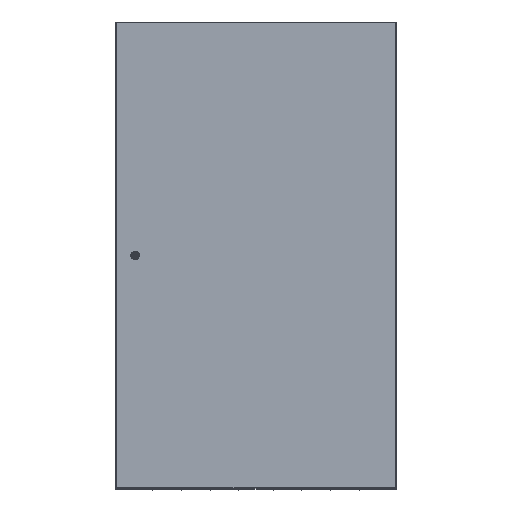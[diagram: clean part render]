
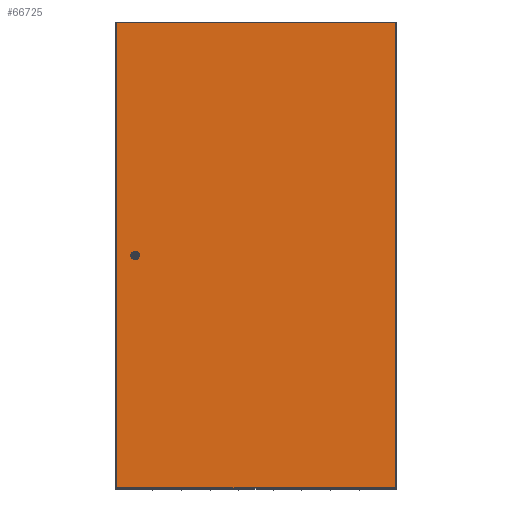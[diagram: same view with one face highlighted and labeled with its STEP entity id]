
A CAD part, top view. The second image highlights one B-rep face of the part: STEP entity #66725.
In plain terms, the highlighted planar face has unit normal (0, 0, 1).
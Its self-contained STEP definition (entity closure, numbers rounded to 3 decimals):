
#469 = CARTESIAN_POINT ( 'NONE',  ( 2.87, 1522., 17.5 ) ) ;
#786 = EDGE_CURVE ( 'NONE', #52314, #35507, #78219, .T. ) ;
#3066 = VECTOR ( 'NONE', #68349, 1000. ) ;
#3085 = CARTESIAN_POINT ( 'NONE',  ( 72.92, 757.444, 17.5 ) ) ;
#5900 = DIRECTION ( 'NONE',  ( 0., 1., 0. ) ) ;
#6632 = EDGE_CURVE ( 'NONE', #63236, #74001, #48822, .T. ) ;
#6963 = CIRCLE ( 'NONE', #83970, 11.25 ) ;
#7130 = DIRECTION ( 'NONE',  ( 1., 0., 0. ) ) ;
#11221 = LINE ( 'NONE', #3085, #80753 ) ;
#12583 = ORIENTED_EDGE ( 'NONE', *, *, #65648, .T. ) ;
#13104 = EDGE_CURVE ( 'NONE', #74001, #16854, #23232, .T. ) ;
#13550 = VERTEX_POINT ( 'NONE', #63796 ) ;
#14392 = DIRECTION ( 'NONE',  ( 1., 0., 0. ) ) ;
#14610 = LINE ( 'NONE', #469, #36733 ) ;
#14982 = AXIS2_PLACEMENT_3D ( 'NONE', #33704, #21631, #79759 ) ;
#16854 = VERTEX_POINT ( 'NONE', #47753 ) ;
#17083 = VERTEX_POINT ( 'NONE', #25721 ) ;
#17642 = CARTESIAN_POINT ( 'NONE',  ( 912.37, 3., 17.5 ) ) ;
#17838 = VERTEX_POINT ( 'NONE', #82663 ) ;
#18311 = CARTESIAN_POINT ( 'NONE',  ( 67.926, 752.45, 17.5 ) ) ;
#19515 = LINE ( 'NONE', #53443, #36753 ) ;
#20580 = EDGE_CURVE ( 'NONE', #29150, #25085, #65072, .T. ) ;
#20693 = CARTESIAN_POINT ( 'NONE',  ( 912.37, 1522., 17.5 ) ) ;
#21631 = DIRECTION ( 'NONE',  ( 0., 0., 1. ) ) ;
#23232 = CIRCLE ( 'NONE', #74075, 11.25 ) ;
#24195 = EDGE_LOOP ( 'NONE', ( #66333, #12583, #85145, #30143 ) ) ;
#24889 = AXIS2_PLACEMENT_3D ( 'NONE', #77816, #71359, #38173 ) ;
#25085 = VERTEX_POINT ( 'NONE', #63639 ) ;
#25123 = EDGE_CURVE ( 'NONE', #17083, #63236, #6963, .T. ) ;
#25494 = VERTEX_POINT ( 'NONE', #59494 ) ;
#25721 = CARTESIAN_POINT ( 'NONE',  ( 57.814, 772.55, 17.5 ) ) ;
#26986 = DIRECTION ( 'NONE',  ( 1., 0., 0. ) ) ;
#28616 = LINE ( 'NONE', #81969, #47167 ) ;
#28640 = DIRECTION ( 'NONE',  ( 0., -1., 0. ) ) ;
#29003 = ORIENTED_EDGE ( 'NONE', *, *, #39446, .F. ) ;
#29150 = VERTEX_POINT ( 'NONE', #18311 ) ;
#30143 = ORIENTED_EDGE ( 'NONE', *, *, #58843, .T. ) ;
#30567 = DIRECTION ( 'NONE',  ( 0., 1., 0. ) ) ;
#32293 = ORIENTED_EDGE ( 'NONE', *, *, #70145, .F. ) ;
#33704 = CARTESIAN_POINT ( 'NONE',  ( 0., 0., 17.5 ) ) ;
#33829 = ORIENTED_EDGE ( 'NONE', *, *, #6632, .F. ) ;
#35507 = VERTEX_POINT ( 'NONE', #20693 ) ;
#36516 = CARTESIAN_POINT ( 'NONE',  ( 2.87, 1522., 17.5 ) ) ;
#36733 = VECTOR ( 'NONE', #54159, 1000. ) ;
#36753 = VECTOR ( 'NONE', #73734, 1000. ) ;
#38173 = DIRECTION ( 'NONE',  ( 1., 0., 0. ) ) ;
#38797 = VECTOR ( 'NONE', #28640, 1000. ) ;
#39309 = FACE_BOUND ( 'NONE', #79798, .T. ) ;
#39446 = EDGE_CURVE ( 'NONE', #16854, #29150, #28616, .T. ) ;
#39688 = ORIENTED_EDGE ( 'NONE', *, *, #25123, .F. ) ;
#41106 = CARTESIAN_POINT ( 'NONE',  ( 62.87, 762.5, 17.5 ) ) ;
#41707 = AXIS2_PLACEMENT_3D ( 'NONE', #59707, #80363, #26986 ) ;
#44199 = CIRCLE ( 'NONE', #24889, 11.25 ) ;
#47167 = VECTOR ( 'NONE', #63044, 1000. ) ;
#47572 = VERTEX_POINT ( 'NONE', #81832 ) ;
#47753 = CARTESIAN_POINT ( 'NONE',  ( 57.814, 752.45, 17.5 ) ) ;
#48822 = LINE ( 'NONE', #75148, #38797 ) ;
#49498 = ORIENTED_EDGE ( 'NONE', *, *, #13104, .F. ) ;
#50283 = LINE ( 'NONE', #36516, #70357 ) ;
#52314 = VERTEX_POINT ( 'NONE', #17642 ) ;
#53443 = CARTESIAN_POINT ( 'NONE',  ( 2.87, 3., 17.5 ) ) ;
#54159 = DIRECTION ( 'NONE',  ( -1., 0., 0. ) ) ;
#54496 = LINE ( 'NONE', #74786, #3066 ) ;
#54979 = VECTOR ( 'NONE', #5900, 1000. ) ;
#58573 = EDGE_CURVE ( 'NONE', #25085, #25494, #11221, .T. ) ;
#58843 = EDGE_CURVE ( 'NONE', #35507, #17838, #14610, .T. ) ;
#59494 = CARTESIAN_POINT ( 'NONE',  ( 72.92, 767.556, 17.5 ) ) ;
#59707 = CARTESIAN_POINT ( 'NONE',  ( 62.87, 762.5, 17.5 ) ) ;
#59956 = FACE_OUTER_BOUND ( 'NONE', #24195, .T. ) ;
#62818 = DIRECTION ( 'NONE',  ( 0., -1., 0. ) ) ;
#62829 = CARTESIAN_POINT ( 'NONE',  ( 52.82, 767.556, 17.5 ) ) ;
#63044 = DIRECTION ( 'NONE',  ( 1., 0., 0. ) ) ;
#63236 = VERTEX_POINT ( 'NONE', #62829 ) ;
#63639 = CARTESIAN_POINT ( 'NONE',  ( 72.92, 757.444, 17.5 ) ) ;
#63796 = CARTESIAN_POINT ( 'NONE',  ( 67.926, 772.55, 17.5 ) ) ;
#65072 = CIRCLE ( 'NONE', #41707, 11.25 ) ;
#65648 = EDGE_CURVE ( 'NONE', #47572, #52314, #19515, .T. ) ;
#66333 = ORIENTED_EDGE ( 'NONE', *, *, #80264, .T. ) ;
#66725 = ADVANCED_FACE ( 'NONE', ( #39309, #59956 ), #80602, .T. ) ;
#68349 = DIRECTION ( 'NONE',  ( -1., 0., 0. ) ) ;
#70145 = EDGE_CURVE ( 'NONE', #13550, #17083, #54496, .T. ) ;
#70357 = VECTOR ( 'NONE', #62818, 1000. ) ;
#71359 = DIRECTION ( 'NONE',  ( 0., 0., 1. ) ) ;
#72991 = DIRECTION ( 'NONE',  ( 0., 0., 1. ) ) ;
#73397 = DIRECTION ( 'NONE',  ( 0., 0., 1. ) ) ;
#73734 = DIRECTION ( 'NONE',  ( 1., 0., 0. ) ) ;
#74001 = VERTEX_POINT ( 'NONE', #75334 ) ;
#74075 = AXIS2_PLACEMENT_3D ( 'NONE', #41106, #72991, #7130 ) ;
#74786 = CARTESIAN_POINT ( 'NONE',  ( 67.926, 772.55, 17.5 ) ) ;
#75148 = CARTESIAN_POINT ( 'NONE',  ( 52.82, 757.444, 17.5 ) ) ;
#75334 = CARTESIAN_POINT ( 'NONE',  ( 52.82, 757.444, 17.5 ) ) ;
#77590 = EDGE_CURVE ( 'NONE', #25494, #13550, #44199, .T. ) ;
#77816 = CARTESIAN_POINT ( 'NONE',  ( 62.87, 762.5, 17.5 ) ) ;
#78219 = LINE ( 'NONE', #85111, #54979 ) ;
#79759 = DIRECTION ( 'NONE',  ( 1., 0., 0. ) ) ;
#79798 = EDGE_LOOP ( 'NONE', ( #82417, #84891, #84684, #29003, #49498, #33829, #39688, #32293 ) ) ;
#80264 = EDGE_CURVE ( 'NONE', #17838, #47572, #50283, .T. ) ;
#80363 = DIRECTION ( 'NONE',  ( 0., 0., 1. ) ) ;
#80602 = PLANE ( 'NONE',  #14982 ) ;
#80753 = VECTOR ( 'NONE', #30567, 1000. ) ;
#81832 = CARTESIAN_POINT ( 'NONE',  ( 2.87, 3., 17.5 ) ) ;
#81969 = CARTESIAN_POINT ( 'NONE',  ( 67.926, 752.45, 17.5 ) ) ;
#82417 = ORIENTED_EDGE ( 'NONE', *, *, #77590, .F. ) ;
#82663 = CARTESIAN_POINT ( 'NONE',  ( 2.87, 1522., 17.5 ) ) ;
#83970 = AXIS2_PLACEMENT_3D ( 'NONE', #84627, #73397, #14392 ) ;
#84627 = CARTESIAN_POINT ( 'NONE',  ( 62.87, 762.5, 17.5 ) ) ;
#84684 = ORIENTED_EDGE ( 'NONE', *, *, #20580, .F. ) ;
#84891 = ORIENTED_EDGE ( 'NONE', *, *, #58573, .F. ) ;
#85111 = CARTESIAN_POINT ( 'NONE',  ( 912.37, 1522., 17.5 ) ) ;
#85145 = ORIENTED_EDGE ( 'NONE', *, *, #786, .T. ) ;
